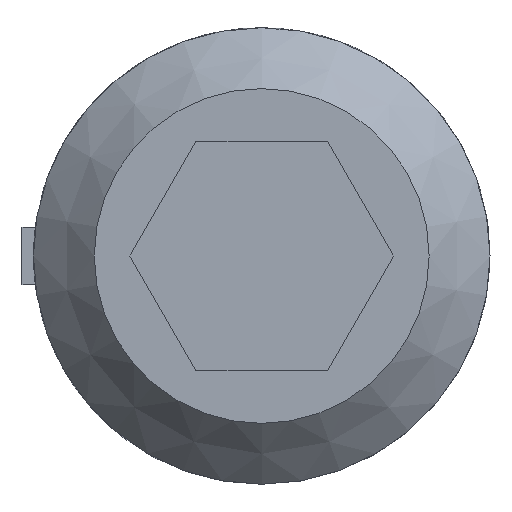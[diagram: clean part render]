
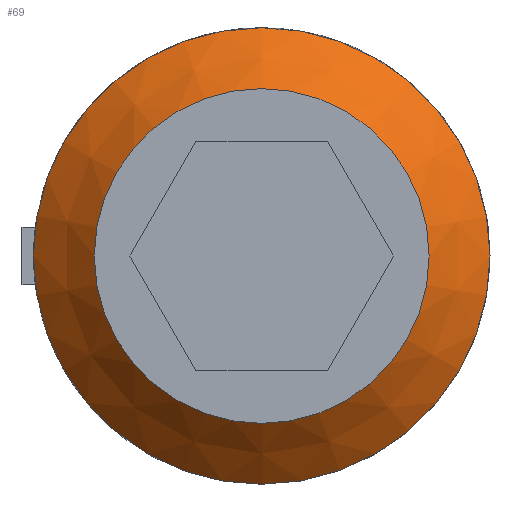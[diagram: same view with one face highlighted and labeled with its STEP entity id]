
A CAD part, left-side view. The second image highlights one B-rep face of the part: STEP entity #69.
In plain terms, the highlighted conical face has half-angle 45 degrees and reference radius 2.2 mm.
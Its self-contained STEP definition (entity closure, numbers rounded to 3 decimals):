
#69 = ADVANCED_FACE( '', ( #156, #157 ), #158, .T. );
#156 = FACE_OUTER_BOUND( '', #266, .T. );
#157 = FACE_BOUND( '', #267, .T. );
#158 = CONICAL_SURFACE( '', #268, 2.2, 0.785 );
#266 = EDGE_LOOP( '', ( #402 ) );
#267 = EDGE_LOOP( '', ( #403 ) );
#268 = AXIS2_PLACEMENT_3D( '', #404, #405, #406 );
#402 = ORIENTED_EDGE( '', *, *, #632, .F. );
#403 = ORIENTED_EDGE( '', *, *, #633, .T. );
#404 = CARTESIAN_POINT( '', ( 0., 0., 0. ) );
#405 = DIRECTION( '', ( 1., 0., 0. ) );
#406 = DIRECTION( '', ( 0., 0., -1. ) );
#632 = EDGE_CURVE( '', #751, #751, #752, .T. );
#633 = EDGE_CURVE( '', #753, #753, #754, .T. );
#751 = VERTEX_POINT( '', #911 );
#752 = CIRCLE( '', #912, 3. );
#753 = VERTEX_POINT( '', #913 );
#754 = CIRCLE( '', #914, 2.2 );
#911 = CARTESIAN_POINT( '', ( 0.8, 0., -3. ) );
#912 = AXIS2_PLACEMENT_3D( '', #1061, #1062, #1063 );
#913 = CARTESIAN_POINT( '', ( 0., 0., -2.2 ) );
#914 = AXIS2_PLACEMENT_3D( '', #1064, #1065, #1066 );
#1061 = CARTESIAN_POINT( '', ( 0.8, 0., 0. ) );
#1062 = DIRECTION( '', ( 1., 0., 0. ) );
#1063 = DIRECTION( '', ( 0., 0., -1. ) );
#1064 = CARTESIAN_POINT( '', ( 0., 0., 0. ) );
#1065 = DIRECTION( '', ( 1., 0., 0. ) );
#1066 = DIRECTION( '', ( 0., 0., -1. ) );
